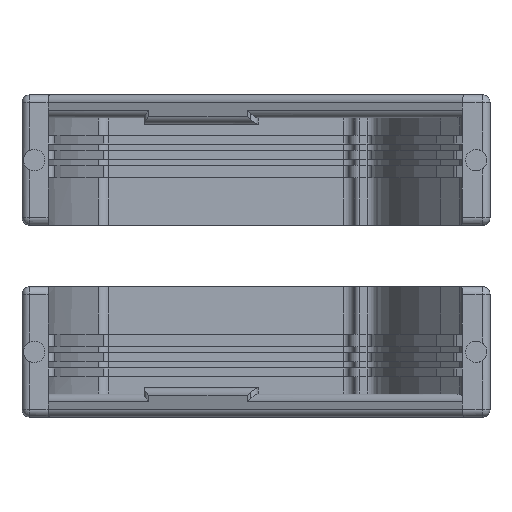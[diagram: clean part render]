
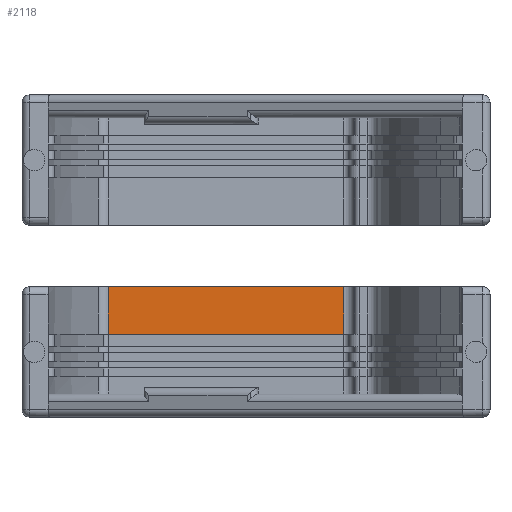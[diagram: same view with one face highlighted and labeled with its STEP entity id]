
A CAD part, left-side view. The second image highlights one B-rep face of the part: STEP entity #2118.
In plain terms, the highlighted planar face has unit normal (-1, 0, 0).
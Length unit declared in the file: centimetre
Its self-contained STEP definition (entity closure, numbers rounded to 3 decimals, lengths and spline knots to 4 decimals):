
#118 = CARTESIAN_POINT ( 'NONE',  ( 16.5276, -1.7425, 1.95 ) ) ;
#597 = EDGE_CURVE ( 'NONE', #16461, #6160, #25032, .T. ) ;
#1692 = EDGE_CURVE ( 'NONE', #6160, #4217, #12070, .T. ) ;
#2118 = ADVANCED_FACE ( 'NONE', ( #20617 ), #14203, .T. ) ;
#2144 = VERTEX_POINT ( 'NONE', #2442 ) ;
#2244 = LINE ( 'NONE', #15619, #13916 ) ;
#2442 = CARTESIAN_POINT ( 'NONE',  ( 16.5276, -1.7425, 1.95 ) ) ;
#3935 = ORIENTED_EDGE ( 'NONE', *, *, #597, .T. ) ;
#4217 = VERTEX_POINT ( 'NONE', #21045 ) ;
#5011 = AXIS2_PLACEMENT_3D ( 'NONE', #18196, #20357, #6653 ) ;
#5506 = ORIENTED_EDGE ( 'NONE', *, *, #12449, .F. ) ;
#5928 = VECTOR ( 'NONE', #10968, 100. ) ;
#6160 = VERTEX_POINT ( 'NONE', #9865 ) ;
#6193 = DIRECTION ( 'NONE',  ( 0., 0., -1. ) ) ;
#6653 = DIRECTION ( 'NONE',  ( 0., -1., 0. ) ) ;
#6934 = ORIENTED_EDGE ( 'NONE', *, *, #1692, .T. ) ;
#7764 = EDGE_CURVE ( 'NONE', #2144, #4217, #18970, .T. ) ;
#9865 = CARTESIAN_POINT ( 'NONE',  ( 16.5276, 5.9378, 3.5 ) ) ;
#10436 = VECTOR ( 'NONE', #14014, 100. ) ;
#10968 = DIRECTION ( 'NONE',  ( 0., 0., -1. ) ) ;
#12070 = LINE ( 'NONE', #12927, #5928 ) ;
#12449 = EDGE_CURVE ( 'NONE', #16461, #2144, #2244, .T. ) ;
#12927 = CARTESIAN_POINT ( 'NONE',  ( 16.5276, 5.9378, 3.5 ) ) ;
#13916 = VECTOR ( 'NONE', #6193, 100. ) ;
#14014 = DIRECTION ( 'NONE',  ( 0., 1., 0. ) ) ;
#14203 = PLANE ( 'NONE',  #5011 ) ;
#15168 = VECTOR ( 'NONE', #23826, 100. ) ;
#15619 = CARTESIAN_POINT ( 'NONE',  ( 16.5276, -1.7425, 3.5 ) ) ;
#16461 = VERTEX_POINT ( 'NONE', #20973 ) ;
#17387 = ORIENTED_EDGE ( 'NONE', *, *, #7764, .F. ) ;
#18196 = CARTESIAN_POINT ( 'NONE',  ( 16.5276, 0., 3.5 ) ) ;
#18388 = EDGE_LOOP ( 'NONE', ( #17387, #5506, #3935, #6934 ) ) ;
#18970 = LINE ( 'NONE', #118, #10436 ) ;
#20357 = DIRECTION ( 'NONE',  ( -1., 0., 0. ) ) ;
#20617 = FACE_OUTER_BOUND ( 'NONE', #18388, .T. ) ;
#20973 = CARTESIAN_POINT ( 'NONE',  ( 16.5276, -1.7425, 3.5 ) ) ;
#21045 = CARTESIAN_POINT ( 'NONE',  ( 16.5276, 5.9378, 1.95 ) ) ;
#23826 = DIRECTION ( 'NONE',  ( 0., 1., 0. ) ) ;
#23905 = CARTESIAN_POINT ( 'NONE',  ( 16.5276, 0., 3.5 ) ) ;
#25032 = LINE ( 'NONE', #23905, #15168 ) ;
